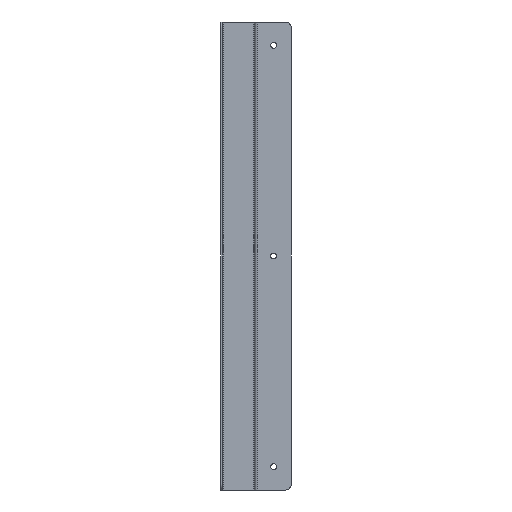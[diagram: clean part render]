
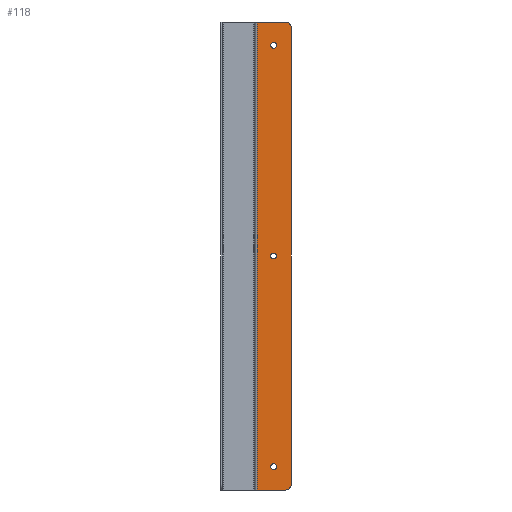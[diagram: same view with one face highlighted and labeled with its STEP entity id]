
A CAD part, front view. The second image highlights one B-rep face of the part: STEP entity #118.
In plain terms, the highlighted planar face has unit normal (0, -1, 0).
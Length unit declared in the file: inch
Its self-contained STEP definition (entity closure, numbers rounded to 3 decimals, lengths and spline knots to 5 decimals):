
#8 = VERTEX_POINT ( 'NONE', #227 ) ;
#12 = DIRECTION ( 'NONE',  ( 0., 1., 0. ) ) ;
#16 = DIRECTION ( 'NONE',  ( 0., 1., 0. ) ) ;
#19 = CARTESIAN_POINT ( 'NONE',  ( 0.75, -0.548, 0.125 ) ) ;
#26 = CARTESIAN_POINT ( 'NONE',  ( 1.5, -0.548, -10. ) ) ;
#28 = CARTESIAN_POINT ( 'NONE',  ( 0.75, -0.548, -8.875 ) ) ;
#29 = CIRCLE ( 'NONE', #451, 0.25 ) ;
#36 = ORIENTED_EDGE ( 'NONE', *, *, #574, .F. ) ;
#40 = EDGE_CURVE ( 'NONE', #711, #226, #29, .T. ) ;
#56 = EDGE_CURVE ( 'NONE', #480, #711, #745, .T. ) ;
#75 = DIRECTION ( 'NONE',  ( 1., 0., 0. ) ) ;
#86 = CARTESIAN_POINT ( 'NONE',  ( 1.25, -0.548, 10. ) ) ;
#118 = ADVANCED_FACE ( 'NONE', ( #147, #424, #647, #357 ), #221, .F. ) ;
#123 = ORIENTED_EDGE ( 'NONE', *, *, #588, .F. ) ;
#129 = AXIS2_PLACEMENT_3D ( 'NONE', #136, #140, #680 ) ;
#136 = CARTESIAN_POINT ( 'NONE',  ( 0.75, -0.548, 0. ) ) ;
#140 = DIRECTION ( 'NONE',  ( 0., -1., 0. ) ) ;
#147 = FACE_BOUND ( 'NONE', #752, .T. ) ;
#155 = DIRECTION ( 'NONE',  ( -1., 0., 0. ) ) ;
#161 = EDGE_CURVE ( 'NONE', #599, #761, #308, .T. ) ;
#177 = CIRCLE ( 'NONE', #562, 0.125 ) ;
#179 = EDGE_CURVE ( 'NONE', #226, #599, #636, .T. ) ;
#200 = ORIENTED_EDGE ( 'NONE', *, *, #405, .F. ) ;
#217 = AXIS2_PLACEMENT_3D ( 'NONE', #494, #16, #440 ) ;
#220 = CARTESIAN_POINT ( 'NONE',  ( 0.047, -0.548, -10. ) ) ;
#221 = PLANE ( 'NONE',  #217 ) ;
#226 = VERTEX_POINT ( 'NONE', #449 ) ;
#227 = CARTESIAN_POINT ( 'NONE',  ( 0.75, -0.548, 9.125 ) ) ;
#242 = EDGE_LOOP ( 'NONE', ( #123, #323, #363, #513, #671, #529 ) ) ;
#271 = CARTESIAN_POINT ( 'NONE',  ( 1.25, -0.548, 9.75 ) ) ;
#288 = DIRECTION ( 'NONE',  ( 0., -1., 0. ) ) ;
#293 = VECTOR ( 'NONE', #155, 39.37008 ) ;
#294 = DIRECTION ( 'NONE',  ( 0., 0., 1. ) ) ;
#299 = CARTESIAN_POINT ( 'NONE',  ( 1.5, -0.548, -10. ) ) ;
#304 = CARTESIAN_POINT ( 'NONE',  ( 1.25, -0.548, -9.75 ) ) ;
#305 = ORIENTED_EDGE ( 'NONE', *, *, #582, .F. ) ;
#308 = CIRCLE ( 'NONE', #851, 0.25 ) ;
#321 = CIRCLE ( 'NONE', #129, 0.125 ) ;
#323 = ORIENTED_EDGE ( 'NONE', *, *, #594, .F. ) ;
#334 = EDGE_LOOP ( 'NONE', ( #200 ) ) ;
#357 = FACE_OUTER_BOUND ( 'NONE', #242, .T. ) ;
#363 = ORIENTED_EDGE ( 'NONE', *, *, #161, .F. ) ;
#365 = CIRCLE ( 'NONE', #407, 0.125 ) ;
#366 = LINE ( 'NONE', #299, #293 ) ;
#373 = CARTESIAN_POINT ( 'NONE',  ( 1.5, -0.548, -9.75 ) ) ;
#374 = DIRECTION ( 'NONE',  ( 0., 0., 1. ) ) ;
#402 = CARTESIAN_POINT ( 'NONE',  ( 0.047, -0.548, 10. ) ) ;
#405 = EDGE_CURVE ( 'NONE', #556, #556, #321, .T. ) ;
#407 = AXIS2_PLACEMENT_3D ( 'NONE', #428, #493, #635 ) ;
#415 = DIRECTION ( 'NONE',  ( 0., 1., 0. ) ) ;
#424 = FACE_BOUND ( 'NONE', #334, .T. ) ;
#428 = CARTESIAN_POINT ( 'NONE',  ( 0.75, -0.548, -9. ) ) ;
#440 = DIRECTION ( 'NONE',  ( 0., 0., 1. ) ) ;
#449 = CARTESIAN_POINT ( 'NONE',  ( 1.5, -0.548, 9.75 ) ) ;
#451 = AXIS2_PLACEMENT_3D ( 'NONE', #271, #415, #542 ) ;
#480 = VERTEX_POINT ( 'NONE', #402 ) ;
#482 = VERTEX_POINT ( 'NONE', #822 ) ;
#493 = DIRECTION ( 'NONE',  ( 0., -1., 0. ) ) ;
#494 = CARTESIAN_POINT ( 'NONE',  ( 1.5, -0.548, -10. ) ) ;
#507 = DIRECTION ( 'NONE',  ( 0., 0., -1. ) ) ;
#511 = CARTESIAN_POINT ( 'NONE',  ( 1.25, -0.548, -10. ) ) ;
#513 = ORIENTED_EDGE ( 'NONE', *, *, #179, .F. ) ;
#529 = ORIENTED_EDGE ( 'NONE', *, *, #56, .F. ) ;
#542 = DIRECTION ( 'NONE',  ( 0., 0., 1. ) ) ;
#556 = VERTEX_POINT ( 'NONE', #19 ) ;
#562 = AXIS2_PLACEMENT_3D ( 'NONE', #767, #288, #294 ) ;
#574 = EDGE_CURVE ( 'NONE', #8, #8, #177, .T. ) ;
#582 = EDGE_CURVE ( 'NONE', #630, #630, #365, .T. ) ;
#588 = EDGE_CURVE ( 'NONE', #482, #480, #631, .T. ) ;
#594 = EDGE_CURVE ( 'NONE', #761, #482, #366, .T. ) ;
#599 = VERTEX_POINT ( 'NONE', #373 ) ;
#622 = DIRECTION ( 'NONE',  ( 0., 0., 1. ) ) ;
#630 = VERTEX_POINT ( 'NONE', #28 ) ;
#631 = LINE ( 'NONE', #220, #679 ) ;
#635 = DIRECTION ( 'NONE',  ( 0., 0., 1. ) ) ;
#636 = LINE ( 'NONE', #26, #807 ) ;
#647 = FACE_BOUND ( 'NONE', #770, .T. ) ;
#671 = ORIENTED_EDGE ( 'NONE', *, *, #40, .F. ) ;
#679 = VECTOR ( 'NONE', #622, 39.37008 ) ;
#680 = DIRECTION ( 'NONE',  ( 0., 0., 1. ) ) ;
#711 = VERTEX_POINT ( 'NONE', #86 ) ;
#745 = LINE ( 'NONE', #751, #757 ) ;
#751 = CARTESIAN_POINT ( 'NONE',  ( 1.5, -0.548, 10. ) ) ;
#752 = EDGE_LOOP ( 'NONE', ( #36 ) ) ;
#757 = VECTOR ( 'NONE', #75, 39.37008 ) ;
#761 = VERTEX_POINT ( 'NONE', #511 ) ;
#767 = CARTESIAN_POINT ( 'NONE',  ( 0.75, -0.548, 9. ) ) ;
#770 = EDGE_LOOP ( 'NONE', ( #305 ) ) ;
#807 = VECTOR ( 'NONE', #507, 39.37008 ) ;
#822 = CARTESIAN_POINT ( 'NONE',  ( 0.047, -0.548, -10. ) ) ;
#851 = AXIS2_PLACEMENT_3D ( 'NONE', #304, #12, #374 ) ;
